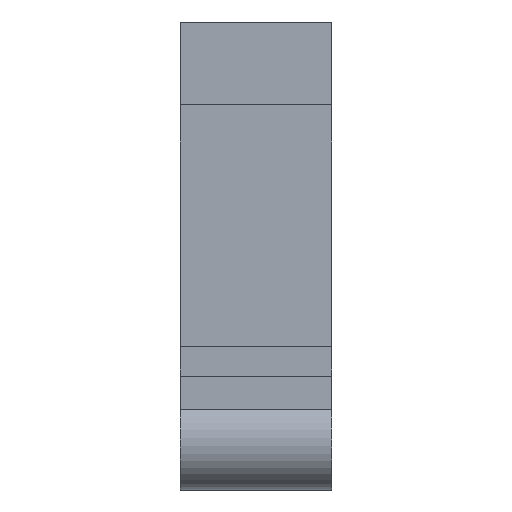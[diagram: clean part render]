
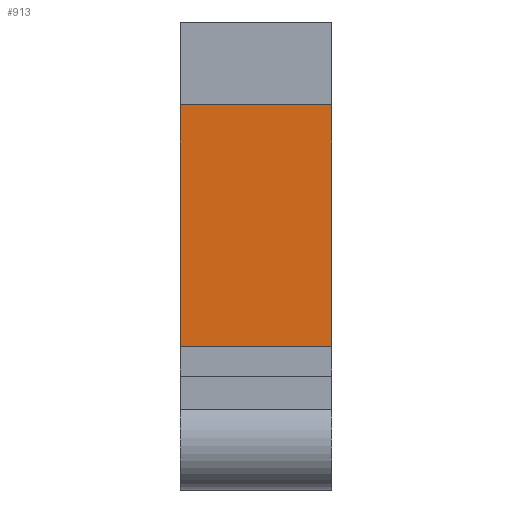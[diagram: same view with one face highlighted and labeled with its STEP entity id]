
A CAD part, left-side view. The second image highlights one B-rep face of the part: STEP entity #913.
In plain terms, the highlighted planar face has unit normal (-1, 0, 0).
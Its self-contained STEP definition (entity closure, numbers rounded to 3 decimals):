
#19 = CARTESIAN_POINT ( 'NONE',  ( 0., 0., 0. ) ) ;
#65 = CARTESIAN_POINT ( 'NONE',  ( 0., 0., 0. ) ) ;
#97 = FACE_OUTER_BOUND ( 'NONE', #1036, .T. ) ;
#156 = ORIENTED_EDGE ( 'NONE', *, *, #626, .T. ) ;
#207 = CARTESIAN_POINT ( 'NONE',  ( 0., 6.4, -10.2 ) ) ;
#210 = CARTESIAN_POINT ( 'NONE',  ( 0., 6.4, 0. ) ) ;
#211 = VERTEX_POINT ( 'NONE', #609 ) ;
#226 = CARTESIAN_POINT ( 'NONE',  ( 0., 6.4, 0. ) ) ;
#249 = PLANE ( 'NONE',  #489 ) ;
#308 = VECTOR ( 'NONE', #467, 1000. ) ;
#400 = DIRECTION ( 'NONE',  ( 0., -1., 0. ) ) ;
#403 = DIRECTION ( 'NONE',  ( 0., 0., -1. ) ) ;
#405 = EDGE_CURVE ( 'NONE', #1019, #624, #811, .T. ) ;
#461 = CARTESIAN_POINT ( 'NONE',  ( 0., 6.4, 0. ) ) ;
#467 = DIRECTION ( 'NONE',  ( 0., -1., 0. ) ) ;
#489 = AXIS2_PLACEMENT_3D ( 'NONE', #461, #1020, #669 ) ;
#501 = ORIENTED_EDGE ( 'NONE', *, *, #734, .T. ) ;
#542 = LINE ( 'NONE', #210, #692 ) ;
#544 = VECTOR ( 'NONE', #400, 1000. ) ;
#609 = CARTESIAN_POINT ( 'NONE',  ( 0., 6.4, 0. ) ) ;
#624 = VERTEX_POINT ( 'NONE', #868 ) ;
#626 = EDGE_CURVE ( 'NONE', #211, #698, #542, .T. ) ;
#629 = CARTESIAN_POINT ( 'NONE',  ( 0., 6.4, -10.2 ) ) ;
#669 = DIRECTION ( 'NONE',  ( 0., 0., 1. ) ) ;
#692 = VECTOR ( 'NONE', #1035, 1000. ) ;
#698 = VERTEX_POINT ( 'NONE', #629 ) ;
#734 = EDGE_CURVE ( 'NONE', #698, #624, #875, .T. ) ;
#811 = LINE ( 'NONE', #65, #936 ) ;
#820 = ORIENTED_EDGE ( 'NONE', *, *, #405, .F. ) ;
#849 = EDGE_CURVE ( 'NONE', #211, #1019, #985, .T. ) ;
#868 = CARTESIAN_POINT ( 'NONE',  ( 0., 0., -10.2 ) ) ;
#875 = LINE ( 'NONE', #207, #308 ) ;
#913 = ADVANCED_FACE ( 'NONE', ( #97 ), #249, .T. ) ;
#936 = VECTOR ( 'NONE', #403, 1000. ) ;
#985 = LINE ( 'NONE', #226, #544 ) ;
#995 = ORIENTED_EDGE ( 'NONE', *, *, #849, .F. ) ;
#1019 = VERTEX_POINT ( 'NONE', #19 ) ;
#1020 = DIRECTION ( 'NONE',  ( -1., 0., 0. ) ) ;
#1035 = DIRECTION ( 'NONE',  ( 0., 0., -1. ) ) ;
#1036 = EDGE_LOOP ( 'NONE', ( #820, #995, #156, #501 ) ) ;
